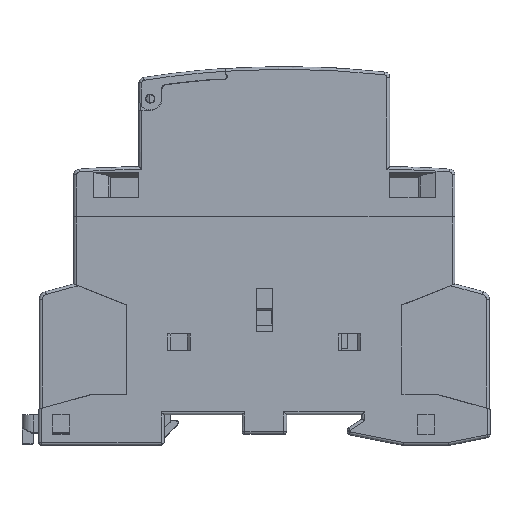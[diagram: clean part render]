
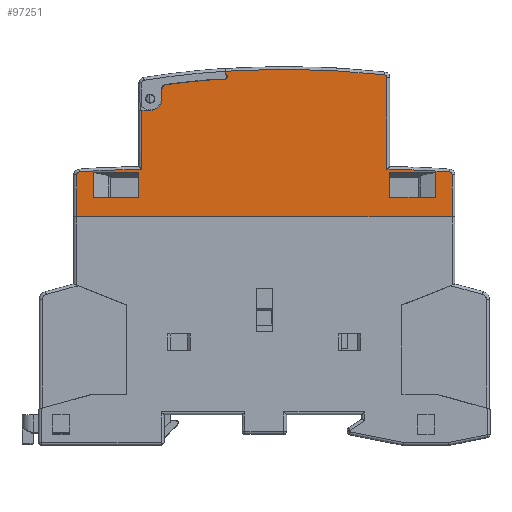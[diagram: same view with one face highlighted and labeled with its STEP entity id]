
A CAD part, top view. The second image highlights one B-rep face of the part: STEP entity #97251.
In plain terms, the highlighted face is planar.
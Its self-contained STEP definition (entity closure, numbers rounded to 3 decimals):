
#91018=DIRECTION('',(-1.,0.,0.));
#91019=VECTOR('',#91018,67.4);
#91020=CARTESIAN_POINT('',(33.7,0.,-9.));
#91021=LINE('',#91020,#91019);
#91160=DIRECTION('',(0.,1.,0.));
#91161=VECTOR('',#91160,7.522);
#91162=CARTESIAN_POINT('',(-33.7,0.,-9.));
#91163=LINE('',#91162,#91161);
#91168=CARTESIAN_POINT('',(6.7,25.828,-9.));
#91169=DIRECTION('',(0.,0.,1.));
#91170=DIRECTION('',(0.579,-0.815,0.));
#91171=AXIS2_PLACEMENT_3D('',#91168,#91169,#91170);
#91173=DIRECTION('',(0.,1.,0.));
#91174=VECTOR('',#91173,0.276);
#91175=CARTESIAN_POINT('',(7.,25.828,-9.));
#91176=LINE('',#91175,#91174);
#91177=CARTESIAN_POINT('',(-3.595,-136.05,-9.));
#91178=DIRECTION('',(0.,0.,1.));
#91179=DIRECTION('',(0.065,0.998,0.));
#91180=AXIS2_PLACEMENT_3D('',#91177,#91178,#91179);
#91182=CARTESIAN_POINT('',(-21.5,24.958,-9.));
#91183=DIRECTION('',(0.,0.,1.));
#91184=DIRECTION('',(-0.111,0.994,0.));
#91185=AXIS2_PLACEMENT_3D('',#91182,#91183,#91184);
#91187=CARTESIAN_POINT('',(-22.5,-126.05,-9.));
#91188=DIRECTION('',(0.,0.,1.));
#91189=DIRECTION('',(0.004,1.,0.));
#91190=AXIS2_PLACEMENT_3D('',#91187,#91188,#91189);
#91192=CARTESIAN_POINT('',(-33.2,7.522,-9.));
#91193=DIRECTION('',(0.,0.,1.));
#91194=DIRECTION('',(-0.08,0.997,0.));
#91195=AXIS2_PLACEMENT_3D('',#91192,#91193,#91194);
#91197=CARTESIAN_POINT('',(33.2,7.522,-9.));
#91198=DIRECTION('',(0.,0.,1.));
#91199=DIRECTION('',(1.,0.,0.));
#91200=AXIS2_PLACEMENT_3D('',#91197,#91198,#91199);
#91202=CARTESIAN_POINT('',(22.5,-126.05,-9.));
#91203=DIRECTION('',(0.,0.,1.));
#91204=DIRECTION('',(0.08,0.997,0.));
#91205=AXIS2_PLACEMENT_3D('',#91202,#91203,#91204);
#91207=CARTESIAN_POINT('',(20.4,21.05,-9.));
#91208=DIRECTION('',(0.,0.,-1.));
#91209=DIRECTION('',(0.,-1.,0.));
#91210=AXIS2_PLACEMENT_3D('',#91207,#91208,#91209);
#91212=CARTESIAN_POINT('',(17.4,22.7,-9.));
#91213=DIRECTION('',(0.,0.,1.));
#91214=DIRECTION('',(1.,0.,0.));
#91215=AXIS2_PLACEMENT_3D('',#91212,#91213,#91214);
#91217=CARTESIAN_POINT('',(-3.595,-136.05,-9.));
#91218=DIRECTION('',(0.,0.,1.));
#91219=DIRECTION('',(0.131,0.991,0.));
#91220=AXIS2_PLACEMENT_3D('',#91217,#91218,#91219);
#91222=DIRECTION('',(-1.,0.,0.));
#91223=VECTOR('',#91222,1.2);
#91224=CARTESIAN_POINT('',(8.2,24.65,-9.));
#91225=LINE('',#91224,#91223);
#91226=CARTESIAN_POINT('',(7.182,25.15,-9.));
#91227=DIRECTION('',(0.,0.,-1.));
#91228=DIRECTION('',(-0.342,-0.94,0.));
#91229=AXIS2_PLACEMENT_3D('',#91226,#91227,#91228);
#91231=CARTESIAN_POINT('',(7.182,25.15,-9.));
#91232=DIRECTION('',(0.,0.,-1.));
#91233=DIRECTION('',(-1.,0.,0.));
#91234=AXIS2_PLACEMENT_3D('',#91231,#91232,#91233);
#91236=DIRECTION('',(1.,0.,0.));
#91237=VECTOR('',#91236,8.2);
#91238=CARTESIAN_POINT('',(-30.7,7.95,-9.));
#91239=LINE('',#91238,#91237);
#91240=DIRECTION('',(0.,-1.,0.));
#91241=VECTOR('',#91240,4.5);
#91242=CARTESIAN_POINT('',(-22.5,7.95,-9.));
#91243=LINE('',#91242,#91241);
#91244=DIRECTION('',(-1.,0.,0.));
#91245=VECTOR('',#91244,8.2);
#91246=CARTESIAN_POINT('',(-22.5,3.45,-9.));
#91247=LINE('',#91246,#91245);
#91248=DIRECTION('',(-1.,0.,0.));
#91249=VECTOR('',#91248,8.2);
#91250=CARTESIAN_POINT('',(30.7,3.45,-9.));
#91251=LINE('',#91250,#91249);
#91252=DIRECTION('',(0.,1.,0.));
#91253=VECTOR('',#91252,4.5);
#91254=CARTESIAN_POINT('',(22.5,3.45,-9.));
#91255=LINE('',#91254,#91253);
#91256=DIRECTION('',(1.,0.,0.));
#91257=VECTOR('',#91256,8.2);
#91258=CARTESIAN_POINT('',(22.5,7.95,-9.));
#91259=LINE('',#91258,#91257);
#91766=DIRECTION('',(0.,1.,0.));
#91767=VECTOR('',#91766,4.5);
#91768=CARTESIAN_POINT('',(30.7,3.45,-9.));
#91769=LINE('',#91768,#91767);
#91873=DIRECTION('',(0.,-1.,0.));
#91874=VECTOR('',#91873,7.522);
#91875=CARTESIAN_POINT('',(33.7,7.522,-9.));
#91876=LINE('',#91875,#91874);
#92392=CARTESIAN_POINT('',(7.,26.104,-9.));
#92716=DIRECTION('',(0.,1.,0.));
#92717=VECTOR('',#92716,16.508);
#92718=CARTESIAN_POINT('',(-22.,8.449,-9.));
#92719=LINE('',#92718,#92717);
#92816=DIRECTION('',(0.,-1.,0.));
#92817=VECTOR('',#92816,4.5);
#92818=CARTESIAN_POINT('',(-30.7,7.95,-9.));
#92819=LINE('',#92818,#92817);
#93592=DIRECTION('',(0.,-1.,0.));
#93593=VECTOR('',#93592,10.601);
#93594=CARTESIAN_POINT('',(22.,19.05,-9.));
#93595=LINE('',#93594,#93593);
#93614=DIRECTION('',(1.,0.,0.));
#93615=VECTOR('',#93614,1.6);
#93616=CARTESIAN_POINT('',(20.4,19.05,-9.));
#93617=LINE('',#93616,#93615);
#93631=DIRECTION('',(0.,-1.,0.));
#93632=VECTOR('',#93631,1.65);
#93633=CARTESIAN_POINT('',(18.4,22.7,-9.));
#93634=LINE('',#93633,#93632);
#95219=CARTESIAN_POINT('',(33.7,0.,-9.));
#95220=VERTEX_POINT('',#95219);
#95221=CARTESIAN_POINT('',(-33.7,0.,-9.));
#95222=VERTEX_POINT('',#95221);
#95795=CARTESIAN_POINT('',(22.5,7.95,-9.));
#95796=VERTEX_POINT('',#95795);
#95797=CARTESIAN_POINT('',(22.5,3.45,-9.));
#95798=VERTEX_POINT('',#95797);
#95805=CARTESIAN_POINT('',(20.4,19.05,-9.));
#95806=VERTEX_POINT('',#95805);
#95807=CARTESIAN_POINT('',(22.,19.05,-9.));
#95808=VERTEX_POINT('',#95807);
#95809=CARTESIAN_POINT('',(18.4,21.05,-9.));
#95810=VERTEX_POINT('',#95809);
#95811=CARTESIAN_POINT('',(18.4,22.7,-9.));
#95812=VERTEX_POINT('',#95811);
#95813=CARTESIAN_POINT('',(17.531,23.691,-9.));
#95814=VERTEX_POINT('',#95813);
#95815=CARTESIAN_POINT('',(8.2,24.65,-9.));
#95816=VERTEX_POINT('',#95815);
#95829=CARTESIAN_POINT('',(7.,24.65,-9.));
#95830=VERTEX_POINT('',#95829);
#95867=CARTESIAN_POINT('',(7.,25.828,-9.));
#95869=VERTEX_POINT('',#95867);
#95881=VERTEX_POINT('',#92392);
#95882=CARTESIAN_POINT('',(6.874,25.584,-9.));
#95883=VERTEX_POINT('',#95882);
#95886=CARTESIAN_POINT('',(-21.555,25.454,-9.));
#95887=VERTEX_POINT('',#95886);
#95888=CARTESIAN_POINT('',(-22.,24.958,-9.));
#95889=VERTEX_POINT('',#95888);
#95890=CARTESIAN_POINT('',(-22.,8.449,-9.));
#95891=VERTEX_POINT('',#95890);
#95892=CARTESIAN_POINT('',(-33.24,8.021,-9.));
#95893=VERTEX_POINT('',#95892);
#95894=CARTESIAN_POINT('',(-33.7,7.522,-9.));
#95895=VERTEX_POINT('',#95894);
#95896=CARTESIAN_POINT('',(33.7,7.522,-9.));
#95897=VERTEX_POINT('',#95896);
#95898=CARTESIAN_POINT('',(33.24,8.021,-9.));
#95899=VERTEX_POINT('',#95898);
#95900=CARTESIAN_POINT('',(22.,8.449,-9.));
#95901=VERTEX_POINT('',#95900);
#95902=CARTESIAN_POINT('',(6.65,25.15,-9.));
#95903=VERTEX_POINT('',#95902);
#95904=CARTESIAN_POINT('',(-30.7,7.95,-9.));
#95905=CARTESIAN_POINT('',(-30.7,3.45,-9.));
#95906=VERTEX_POINT('',#95904);
#95907=VERTEX_POINT('',#95905);
#95908=CARTESIAN_POINT('',(-22.5,7.95,-9.));
#95909=VERTEX_POINT('',#95908);
#95910=CARTESIAN_POINT('',(-22.5,3.45,-9.));
#95911=VERTEX_POINT('',#95910);
#95912=CARTESIAN_POINT('',(30.7,3.45,-9.));
#95913=CARTESIAN_POINT('',(30.7,7.95,-9.));
#95914=VERTEX_POINT('',#95912);
#95915=VERTEX_POINT('',#95913);
#97184=CARTESIAN_POINT('',(0.,0.,-9.));
#97185=DIRECTION('',(0.,0.,1.));
#97186=DIRECTION('',(1.,0.,0.));
#97187=AXIS2_PLACEMENT_3D('',#97184,#97185,#97186);
#97188=PLANE('',#97187);
#97190=ORIENTED_EDGE('',*,*,#97189,.T.);
#97192=ORIENTED_EDGE('',*,*,#97191,.T.);
#97194=ORIENTED_EDGE('',*,*,#97193,.T.);
#97196=ORIENTED_EDGE('',*,*,#97195,.T.);
#97198=ORIENTED_EDGE('',*,*,#97197,.F.);
#97200=ORIENTED_EDGE('',*,*,#97199,.T.);
#97202=ORIENTED_EDGE('',*,*,#97201,.T.);
#97203=ORIENTED_EDGE('',*,*,#97176,.F.);
#97204=ORIENTED_EDGE('',*,*,#96983,.F.);
#97206=ORIENTED_EDGE('',*,*,#97205,.F.);
#97208=ORIENTED_EDGE('',*,*,#97207,.T.);
#97210=ORIENTED_EDGE('',*,*,#97209,.T.);
#97212=ORIENTED_EDGE('',*,*,#97211,.F.);
#97214=ORIENTED_EDGE('',*,*,#97213,.F.);
#97216=ORIENTED_EDGE('',*,*,#97215,.T.);
#97218=ORIENTED_EDGE('',*,*,#97217,.F.);
#97220=ORIENTED_EDGE('',*,*,#97219,.T.);
#97222=ORIENTED_EDGE('',*,*,#97221,.T.);
#97224=ORIENTED_EDGE('',*,*,#97223,.T.);
#97226=ORIENTED_EDGE('',*,*,#97225,.T.);
#97228=ORIENTED_EDGE('',*,*,#97227,.T.);
#97229=EDGE_LOOP('',(#97190,#97192,#97194,#97196,#97198,#97200,#97202,#97203,
#97204,#97206,#97208,#97210,#97212,#97214,#97216,#97218,#97220,#97222,#97224,
#97226,#97228));
#97230=FACE_OUTER_BOUND('',#97229,.F.);
#97232=ORIENTED_EDGE('',*,*,#97231,.F.);
#97234=ORIENTED_EDGE('',*,*,#97233,.T.);
#97236=ORIENTED_EDGE('',*,*,#97235,.T.);
#97238=ORIENTED_EDGE('',*,*,#97237,.T.);
#97239=EDGE_LOOP('',(#97232,#97234,#97236,#97238));
#97240=FACE_BOUND('',#97239,.F.);
#97242=ORIENTED_EDGE('',*,*,#97241,.F.);
#97244=ORIENTED_EDGE('',*,*,#97243,.T.);
#97246=ORIENTED_EDGE('',*,*,#97245,.T.);
#97248=ORIENTED_EDGE('',*,*,#97247,.T.);
#97249=EDGE_LOOP('',(#97242,#97244,#97246,#97248));
#97250=FACE_BOUND('',#97249,.F.);
#97251=ADVANCED_FACE('',(#97230,#97240,#97250),#97188,.F.);
#91172=CIRCLE('',#91171,0.3);
#91181=CIRCLE('',#91180,162.5);
#91186=CIRCLE('',#91185,0.5);
#91191=CIRCLE('',#91190,134.5);
#91196=CIRCLE('',#91195,0.5);
#91201=CIRCLE('',#91200,0.5);
#91206=CIRCLE('',#91205,134.5);
#91211=CIRCLE('',#91210,2.);
#91216=CIRCLE('',#91215,1.);
#91221=CIRCLE('',#91220,161.132);
#91230=CIRCLE('',#91229,0.532);
#91235=CIRCLE('',#91234,0.532);
#96983=EDGE_CURVE('',#95220,#95222,#91021,.T.);
#97176=EDGE_CURVE('',#95222,#95895,#91163,.T.);
#97189=EDGE_CURVE('',#95883,#95869,#91172,.T.);
#97191=EDGE_CURVE('',#95869,#95881,#91176,.T.);
#97193=EDGE_CURVE('',#95881,#95887,#91181,.T.);
#97195=EDGE_CURVE('',#95887,#95889,#91186,.T.);
#97197=EDGE_CURVE('',#95891,#95889,#92719,.T.);
#97199=EDGE_CURVE('',#95891,#95893,#91191,.T.);
#97201=EDGE_CURVE('',#95893,#95895,#91196,.T.);
#97205=EDGE_CURVE('',#95897,#95220,#91876,.T.);
#97207=EDGE_CURVE('',#95897,#95899,#91201,.T.);
#97209=EDGE_CURVE('',#95899,#95901,#91206,.T.);
#97211=EDGE_CURVE('',#95808,#95901,#93595,.T.);
#97213=EDGE_CURVE('',#95806,#95808,#93617,.T.);
#97215=EDGE_CURVE('',#95806,#95810,#91211,.T.);
#97217=EDGE_CURVE('',#95812,#95810,#93634,.T.);
#97219=EDGE_CURVE('',#95812,#95814,#91216,.T.);
#97221=EDGE_CURVE('',#95814,#95816,#91221,.T.);
#97223=EDGE_CURVE('',#95816,#95830,#91225,.T.);
#97225=EDGE_CURVE('',#95830,#95903,#91230,.T.);
#97227=EDGE_CURVE('',#95903,#95883,#91235,.T.);
#97231=EDGE_CURVE('',#95906,#95907,#92819,.T.);
#97233=EDGE_CURVE('',#95906,#95909,#91239,.T.);
#97235=EDGE_CURVE('',#95909,#95911,#91243,.T.);
#97237=EDGE_CURVE('',#95911,#95907,#91247,.T.);
#97241=EDGE_CURVE('',#95914,#95915,#91769,.T.);
#97243=EDGE_CURVE('',#95914,#95798,#91251,.T.);
#97245=EDGE_CURVE('',#95798,#95796,#91255,.T.);
#97247=EDGE_CURVE('',#95796,#95915,#91259,.T.);
